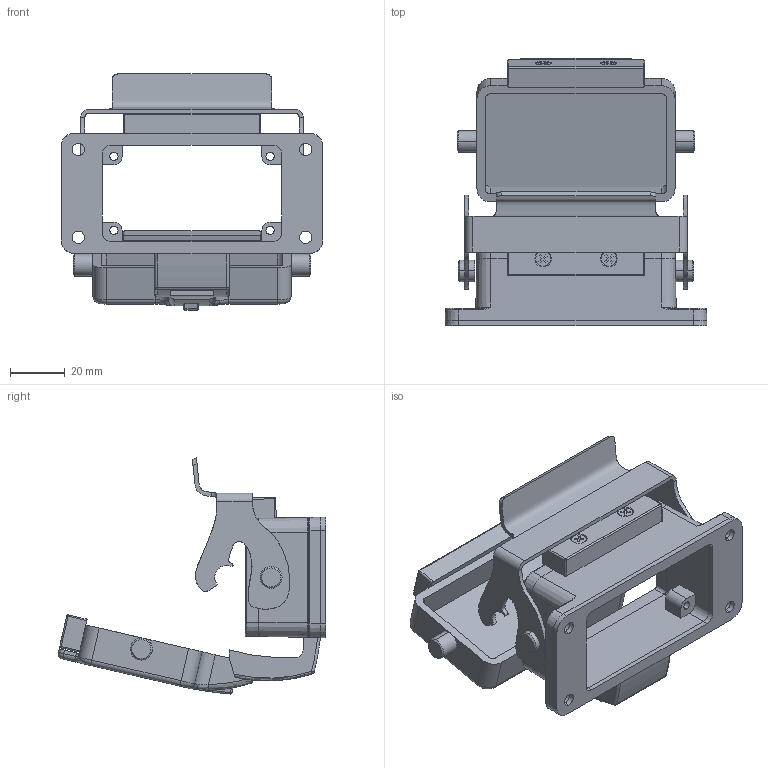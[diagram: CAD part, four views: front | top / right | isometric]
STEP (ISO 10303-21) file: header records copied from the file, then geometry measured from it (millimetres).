
FILE_DESCRIPTION (( 'STEP AP214' ), '1' );
FILE_NAME ('ZP-MC10B-2-SBHCA.step', '2015-08-12T18:12:20', ( '' ), ( '' ), 'SwSTEP 2.0', 'SolidWorks 2014', '' );
FILE_SCHEMA (( 'AUTOMOTIVE_DESIGN' ));
Length unit declared in the file: millimetre
Products named in the file (1): ZP-MC10B-2-SBHCA
Bounding box: 95.5 x 97.7 x 86.13 mm (x, y, z)
Volume: 72130.6 mm3; surface area: 44403.7 mm2
Topology: 4 solids, 4 shells, 428 faces, 1066 edges, 652 vertices
Faces by surface type: plane 192, cylinder 126, cone 48, torus 28, bspline 17, sphere 17
Entity records: 16023 total; most frequent: CARTESIAN_POINT 3366, DIRECTION 2149, ORIENTED_EDGE 2108, EDGE_CURVE 1054, AXIS2_PLACEMENT_3D 769, VERTEX_POINT 650, LINE 611, VECTOR 611
